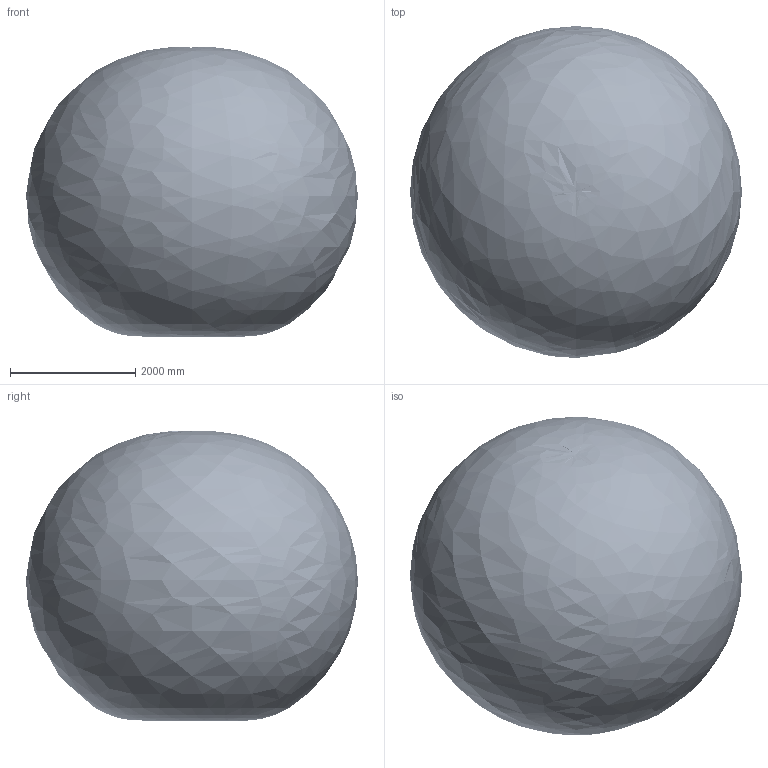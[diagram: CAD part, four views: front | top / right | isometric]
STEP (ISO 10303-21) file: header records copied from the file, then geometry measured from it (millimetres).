
FILE_DESCRIPTION(/* description */ ('Norm.iam Teamplte'),/* implementation_level */ '2;1');
FILE_NAME(/* name */ '3D-model_AT_00035-SE01.stp',/* time_stamp */ '2025-06-30T13:58:21+02:00',/* author */ ('guillaume.haas'),/* organization */ (''),/* preprocessor_version */ 'ST-DEVELOPER v19.2',/* originating_system */ 'Autodesk Inventor 2023',/* authorisation */ '');
FILE_SCHEMA (('AUTOMOTIVE_DESIGN { 1 0 10303 214 3 1 1 }'));
Products named in the file (10): AT_00035-SE01_DUMMY articc.m6-2855-80kg; MT_WST00107830 Dummy Grundgestell; MT_WST00109628 Dummy Grundgestell; MT_WST00108857 Dummy Schwinge; MT_WST00117669; MT_WST00117650 Dummy Arm; MT_WST00109627 Dummy Hand; MT_WST00108694 Blindstopfen; MT_WST00109626 Dummy Flansch; MT_WST00117678 Arbeitsbereich
Assembly tree (9 placements, depth 2):
  AT_00035-SE01_DUMMY articc.m6-2855-80kg
    MT_WST00107830 Dummy Grundgestell
    MT_WST00109628 Dummy Grundgestell
    MT_WST00108857 Dummy Schwinge
    MT_WST00117669
    MT_WST00117650 Dummy Arm
    MT_WST00109627 Dummy Hand
    MT_WST00108694 Blindstopfen
    MT_WST00109626 Dummy Flansch
    MT_WST00117678 Arbeitsbereich
Bounding box: 5304.33 x 5304.46 x 4625.37 mm (x, y, z)
Volume: 66457186871.1 mm3; surface area: 111596412 mm2
Topology: 9 solids, 10 shells, 5471 faces, 12893 edges, 7975 vertices
Faces by surface type: plane 1518, cylinder 1477, bspline 1471, torus 517, cone 397, sphere 91
Full cylindrical faces by diameter (mm): 4 x1, 4.5 x2, 5 x4, 5.5 x2, 6.5 x2, 6.647 x42, 6.8 x8, 7 x137, 7.53 x2, 7.6 x141, 8 x6, 8.376 x6, 8.5 x4, 8.8 x2, 9 x5, 10 x7, 10.106 x4, 10.5 x2, 11 x10, 12 x1, 12.4 x3, 13 x49, 13.835 x12, 14 x3, 16 x40, 16.2 x2, 17 x4, 18 x62, 19 x4, 20 x1
Entity records: 243195 total; most frequent: CARTESIAN_POINT 118046, ORIENTED_EDGE 25454, DIRECTION 23950, EDGE_CURVE 12727, AXIS2_PLACEMENT_3D 10323, VERTEX_POINT 7975, EDGE_LOOP 6207, CIRCLE 6026
